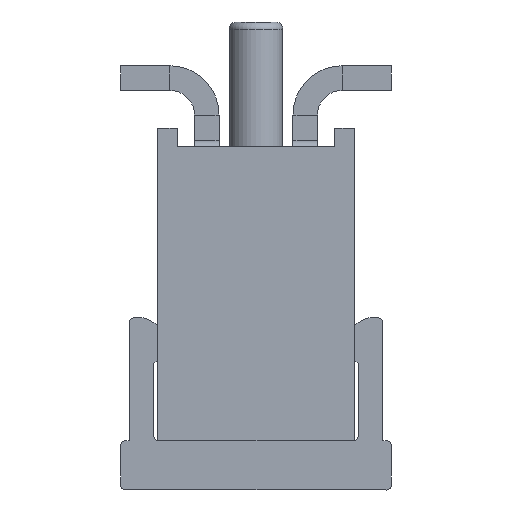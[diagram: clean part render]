
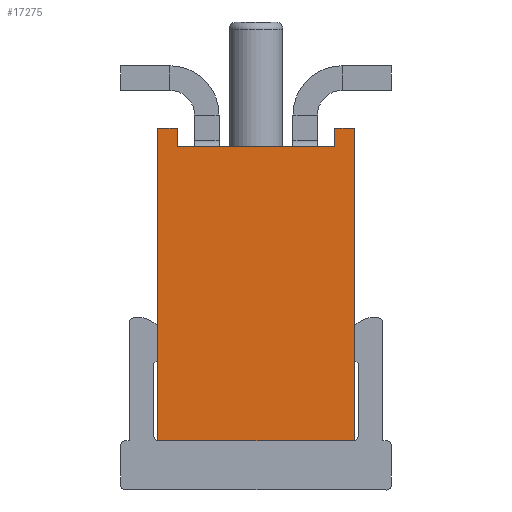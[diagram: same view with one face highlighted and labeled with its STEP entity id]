
A CAD part, left-side view. The second image highlights one B-rep face of the part: STEP entity #17275.
In plain terms, the highlighted planar face has unit normal (-1, 0, 0).
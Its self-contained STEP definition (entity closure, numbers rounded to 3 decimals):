
#464=LINE('',#24238,#2890);
#468=LINE('',#24247,#2894);
#597=LINE('',#24510,#3023);
#633=LINE('',#24581,#3059);
#634=LINE('',#24583,#3060);
#635=LINE('',#24585,#3061);
#636=LINE('',#24587,#3062);
#637=LINE('',#24588,#3063);
#2890=VECTOR('',#19625,1.);
#2894=VECTOR('',#19631,1.);
#3023=VECTOR('',#19886,1.);
#3059=VECTOR('',#19952,1.);
#3060=VECTOR('',#19955,1.);
#3061=VECTOR('',#19956,1.);
#3062=VECTOR('',#19957,1.);
#3063=VECTOR('',#19958,1.);
#5247=FACE_OUTER_BOUND('',#6220,.T.);
#6220=EDGE_LOOP('',(#11884,#11885,#11886,#11887,#11888,#11889,#11890,#11891));
#7330=VERTEX_POINT('',#24231);
#7333=VERTEX_POINT('',#24236);
#7335=VERTEX_POINT('',#24241);
#7337=VERTEX_POINT('',#24245);
#7408=VERTEX_POINT('',#24509);
#7428=VERTEX_POINT('',#24579);
#7429=VERTEX_POINT('',#24584);
#7430=VERTEX_POINT('',#24586);
#8953=EDGE_CURVE('',#7333,#7330,#464,.T.);
#8957=EDGE_CURVE('',#7335,#7337,#468,.T.);
#9087=EDGE_CURVE('',#7330,#7408,#597,.T.);
#9123=EDGE_CURVE('',#7428,#7337,#633,.T.);
#9124=EDGE_CURVE('',#7335,#7333,#634,.T.);
#9125=EDGE_CURVE('',#7428,#7429,#635,.T.);
#9126=EDGE_CURVE('',#7429,#7430,#636,.T.);
#9127=EDGE_CURVE('',#7408,#7430,#637,.T.);
#11884=ORIENTED_EDGE('',*,*,#9124,.F.);
#11885=ORIENTED_EDGE('',*,*,#8957,.T.);
#11886=ORIENTED_EDGE('',*,*,#9123,.F.);
#11887=ORIENTED_EDGE('',*,*,#9125,.T.);
#11888=ORIENTED_EDGE('',*,*,#9126,.T.);
#11889=ORIENTED_EDGE('',*,*,#9127,.F.);
#11890=ORIENTED_EDGE('',*,*,#9087,.F.);
#11891=ORIENTED_EDGE('',*,*,#8953,.F.);
#16333=PLANE('',#18351);
#17275=ADVANCED_FACE('',(#5247),#16333,.F.);
#18351=AXIS2_PLACEMENT_3D('',#24582,#19953,#19954);
#19625=DIRECTION('',(0.,0.,1.));
#19631=DIRECTION('',(0.,0.,1.));
#19886=DIRECTION('',(0.,-1.,0.));
#19952=DIRECTION('',(0.,-1.,0.));
#19953=DIRECTION('center_axis',(1.,0.,0.));
#19954=DIRECTION('ref_axis',(0.,-1.,0.));
#19955=DIRECTION('',(0.,-1.,0.));
#19956=DIRECTION('',(0.,0.,-1.));
#19957=DIRECTION('',(0.,-1.,0.));
#19958=DIRECTION('',(0.,0.,-1.));
#24231=CARTESIAN_POINT('',(-5.379,-1.412,6.35));
#24236=CARTESIAN_POINT('',(-5.379,-1.412,5.97));
#24238=CARTESIAN_POINT('',(-5.379,-1.412,5.97));
#24241=CARTESIAN_POINT('',(-5.379,1.788,5.97));
#24245=CARTESIAN_POINT('',(-5.379,1.788,6.35));
#24247=CARTESIAN_POINT('',(-5.379,1.788,5.97));
#24509=CARTESIAN_POINT('',(-5.379,-1.812,6.35));
#24510=CARTESIAN_POINT('',(-5.379,2.188,6.35));
#24579=CARTESIAN_POINT('',(-5.379,2.188,6.35));
#24581=CARTESIAN_POINT('',(-5.379,2.188,6.35));
#24582=CARTESIAN_POINT('Origin',(-5.379,2.188,6.35));
#24583=CARTESIAN_POINT('',(-5.379,1.788,5.97));
#24584=CARTESIAN_POINT('',(-5.379,2.188,0.));
#24585=CARTESIAN_POINT('',(-5.379,2.188,6.35));
#24586=CARTESIAN_POINT('',(-5.379,-1.812,0.));
#24587=CARTESIAN_POINT('',(-5.379,2.188,0.));
#24588=CARTESIAN_POINT('',(-5.379,-1.812,6.35));
